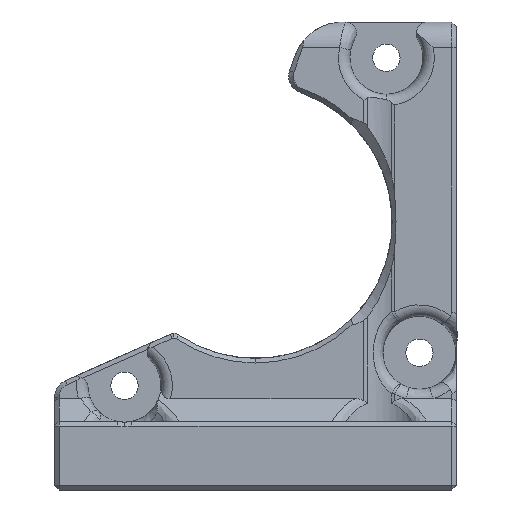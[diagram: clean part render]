
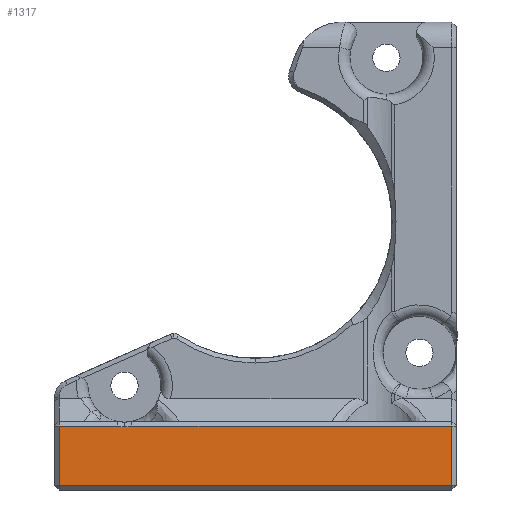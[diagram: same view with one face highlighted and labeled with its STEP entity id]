
A CAD part, front view. The second image highlights one B-rep face of the part: STEP entity #1317.
In plain terms, the highlighted face is planar.
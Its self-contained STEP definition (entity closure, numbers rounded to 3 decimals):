
#163 = ORIENTED_EDGE ( 'NONE', *, *, #3229, .T. ) ;
#344 = EDGE_CURVE ( 'NONE', #1258, #3298, #3698, .T. ) ;
#543 = EDGE_CURVE ( 'NONE', #2838, #1294, #4830, .T. ) ;
#593 = VECTOR ( 'NONE', #3225, 1000. ) ;
#620 = CARTESIAN_POINT ( 'NONE',  ( 17.2, 5.2, 22. ) ) ;
#672 = DIRECTION ( 'NONE',  ( 0., 1., 0. ) ) ;
#748 = AXIS2_PLACEMENT_3D ( 'NONE', #3917, #1093, #672 ) ;
#806 = DIRECTION ( 'NONE',  ( 0., 1., 0. ) ) ;
#929 = VERTEX_POINT ( 'NONE', #1694 ) ;
#969 = DIRECTION ( 'NONE',  ( -1., 0., 0. ) ) ;
#978 = LINE ( 'NONE', #3407, #1076 ) ;
#1076 = VECTOR ( 'NONE', #5013, 1000. ) ;
#1093 = DIRECTION ( 'NONE',  ( 0., 0., -1. ) ) ;
#1116 = CARTESIAN_POINT ( 'NONE',  ( 5.089, 5.2, 22. ) ) ;
#1258 = VERTEX_POINT ( 'NONE', #3441 ) ;
#1294 = VERTEX_POINT ( 'NONE', #1116 ) ;
#1305 = CARTESIAN_POINT ( 'NONE',  ( 34.4, 5.2, 22. ) ) ;
#1317 = ADVANCED_FACE ( 'NONE', ( #3893 ), #4236, .F. ) ;
#1476 = EDGE_CURVE ( 'NONE', #2254, #4142, #3375, .T. ) ;
#1694 = CARTESIAN_POINT ( 'NONE',  ( 34.4, 0., 22. ) ) ;
#1784 = ORIENTED_EDGE ( 'NONE', *, *, #1476, .T. ) ;
#1870 = CARTESIAN_POINT ( 'NONE',  ( 5.729, 5.142, 22. ) ) ;
#1872 = DIRECTION ( 'NONE',  ( 0., 1., 0. ) ) ;
#1915 = DIRECTION ( 'NONE',  ( -1., 0., 0. ) ) ;
#1949 = CARTESIAN_POINT ( 'NONE',  ( 5.729, 8.737, 22. ) ) ;
#1953 = CARTESIAN_POINT ( 'NONE',  ( 6.369, 5.2, 22. ) ) ;
#2254 = VERTEX_POINT ( 'NONE', #1305 ) ;
#2657 = ORIENTED_EDGE ( 'NONE', *, *, #543, .T. ) ;
#2700 = VECTOR ( 'NONE', #969, 1000. ) ;
#2838 = VERTEX_POINT ( 'NONE', #1870 ) ;
#2855 = CIRCLE ( 'NONE', #4862, 3.595 ) ;
#2919 = DIRECTION ( 'NONE',  ( 0., 1., 0. ) ) ;
#3029 = CARTESIAN_POINT ( 'NONE',  ( 17.2, 5.2, 22. ) ) ;
#3225 = DIRECTION ( 'NONE',  ( 0., -1., 0. ) ) ;
#3229 = EDGE_CURVE ( 'NONE', #1294, #1258, #3440, .T. ) ;
#3298 = VERTEX_POINT ( 'NONE', #4023 ) ;
#3375 = LINE ( 'NONE', #620, #2700 ) ;
#3407 = CARTESIAN_POINT ( 'NONE',  ( 17.2, 0., 22. ) ) ;
#3440 = LINE ( 'NONE', #3029, #4602 ) ;
#3441 = CARTESIAN_POINT ( 'NONE',  ( 0., 5.2, 22. ) ) ;
#3584 = EDGE_CURVE ( 'NONE', #4142, #2838, #2855, .T. ) ;
#3628 = ORIENTED_EDGE ( 'NONE', *, *, #3712, .T. ) ;
#3698 = LINE ( 'NONE', #4010, #593 ) ;
#3712 = EDGE_CURVE ( 'NONE', #3298, #929, #978, .T. ) ;
#3893 = FACE_OUTER_BOUND ( 'NONE', #3943, .T. ) ;
#3906 = AXIS2_PLACEMENT_3D ( 'NONE', #1949, #4351, #1872 ) ;
#3917 = CARTESIAN_POINT ( 'NONE',  ( 17.2, 5.6, 22. ) ) ;
#3943 = EDGE_LOOP ( 'NONE', ( #4440, #2657, #163, #5043, #3628, #4214, #1784 ) ) ;
#4010 = CARTESIAN_POINT ( 'NONE',  ( 0., 5.6, 22. ) ) ;
#4023 = CARTESIAN_POINT ( 'NONE',  ( 0., 0., 22. ) ) ;
#4103 = DIRECTION ( 'NONE',  ( 0., 0., -1. ) ) ;
#4142 = VERTEX_POINT ( 'NONE', #1953 ) ;
#4201 = VECTOR ( 'NONE', #806, 1000. ) ;
#4214 = ORIENTED_EDGE ( 'NONE', *, *, #4635, .T. ) ;
#4236 = PLANE ( 'NONE',  #748 ) ;
#4351 = DIRECTION ( 'NONE',  ( 0., 0., -1. ) ) ;
#4423 = CARTESIAN_POINT ( 'NONE',  ( 34.4, 5.6, 22. ) ) ;
#4440 = ORIENTED_EDGE ( 'NONE', *, *, #3584, .T. ) ;
#4495 = CARTESIAN_POINT ( 'NONE',  ( 5.729, 8.737, 22. ) ) ;
#4602 = VECTOR ( 'NONE', #1915, 1000. ) ;
#4635 = EDGE_CURVE ( 'NONE', #929, #2254, #4816, .T. ) ;
#4816 = LINE ( 'NONE', #4423, #4201 ) ;
#4830 = CIRCLE ( 'NONE', #3906, 3.595 ) ;
#4862 = AXIS2_PLACEMENT_3D ( 'NONE', #4495, #4103, #2919 ) ;
#5013 = DIRECTION ( 'NONE',  ( 1., 0., 0. ) ) ;
#5043 = ORIENTED_EDGE ( 'NONE', *, *, #344, .T. ) ;
